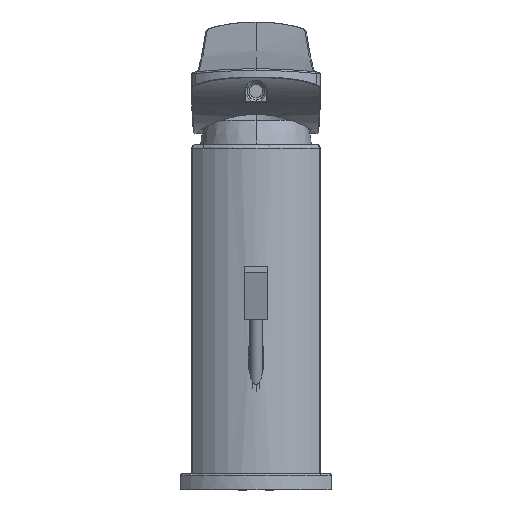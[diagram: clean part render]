
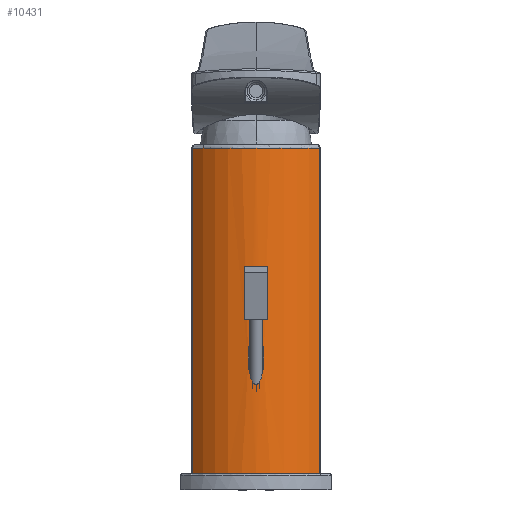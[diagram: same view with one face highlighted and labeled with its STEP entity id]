
A CAD part, front view. The second image highlights one B-rep face of the part: STEP entity #10431.
In plain terms, the highlighted cylindrical face has radius 25.5 mm (diameter 51 mm), a partial arc.
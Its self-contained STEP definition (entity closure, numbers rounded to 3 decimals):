
#1503=CARTESIAN_POINT('Control Point',(0.,-19.5,27.085)) ;
#1504=CARTESIAN_POINT('Control Point',(-0.309,-19.5,27.085)) ;
#1505=CARTESIAN_POINT('Control Point',(-0.614,-19.495,27.261)) ;
#1506=CARTESIAN_POINT('Control Point',(-0.805,-19.488,27.504)) ;
#1507=CARTESIAN_POINT('Control Point',(-0.987,-19.481,27.754)) ;
#1508=CARTESIAN_POINT('Control Point',(-1.139,-19.475,28.023)) ;
#1509=CARTESIAN_POINT('Vertex',(0.,-19.5,27.085)) ;
#1511=CARTESIAN_POINT('Vertex',(-1.139,-19.475,28.023)) ;
#1551=CARTESIAN_POINT('Vertex',(0.,-19.5,43.81)) ;
#1555=CARTESIAN_POINT('Control Point',(0.,-19.5,43.81)) ;
#1556=CARTESIAN_POINT('Control Point',(-0.117,-19.5,43.81)) ;
#1557=CARTESIAN_POINT('Control Point',(-0.235,-19.499,43.782)) ;
#1558=CARTESIAN_POINT('Control Point',(-0.342,-19.498,43.727)) ;
#1559=CARTESIAN_POINT('Control Point',(-0.51,-19.495,43.61)) ;
#1560=CARTESIAN_POINT('Control Point',(-0.653,-19.492,43.463)) ;
#1561=CARTESIAN_POINT('Control Point',(-0.71,-19.49,43.398)) ;
#1562=CARTESIAN_POINT('Control Point',(-0.836,-19.486,43.237)) ;
#1563=CARTESIAN_POINT('Control Point',(-0.946,-19.483,43.065)) ;
#1564=CARTESIAN_POINT('Control Point',(-1.005,-19.48,42.963)) ;
#1565=CARTESIAN_POINT('Control Point',(-1.243,-19.47,42.516)) ;
#1566=CARTESIAN_POINT('Control Point',(-1.424,-19.461,42.04)) ;
#1567=CARTESIAN_POINT('Control Point',(-1.546,-19.453,41.671)) ;
#1568=CARTESIAN_POINT('Control Point',(-1.841,-19.434,40.625)) ;
#1569=CARTESIAN_POINT('Control Point',(-2.04,-19.419,39.555)) ;
#1570=CARTESIAN_POINT('Control Point',(-2.142,-19.41,38.865)) ;
#1571=CARTESIAN_POINT('Control Point',(-2.314,-19.395,37.343)) ;
#1572=CARTESIAN_POINT('Control Point',(-2.383,-19.388,35.813)) ;
#1573=CARTESIAN_POINT('Control Point',(-2.392,-19.388,34.982)) ;
#1574=CARTESIAN_POINT('Control Point',(-2.359,-19.391,33.507)) ;
#1575=CARTESIAN_POINT('Control Point',(-2.221,-19.403,32.038)) ;
#1576=CARTESIAN_POINT('Control Point',(-2.139,-19.41,31.401)) ;
#1577=CARTESIAN_POINT('Control Point',(-1.957,-19.426,30.322)) ;
#1578=CARTESIAN_POINT('Control Point',(-1.67,-19.446,29.267)) ;
#1579=CARTESIAN_POINT('Control Point',(-1.528,-19.455,28.84)) ;
#1580=CARTESIAN_POINT('Control Point',(-1.36,-19.465,28.416)) ;
#1581=CARTESIAN_POINT('Control Point',(-1.139,-19.475,28.023)) ;
#6214=CARTESIAN_POINT('Vertex',(1.139,-19.475,28.023)) ;
#6223=CARTESIAN_POINT('Control Point',(0.,-19.5,27.085)) ;
#6224=CARTESIAN_POINT('Control Point',(0.309,-19.5,27.085)) ;
#6225=CARTESIAN_POINT('Control Point',(0.614,-19.495,27.261)) ;
#6226=CARTESIAN_POINT('Control Point',(0.805,-19.488,27.504)) ;
#6227=CARTESIAN_POINT('Control Point',(0.987,-19.481,27.754)) ;
#6228=CARTESIAN_POINT('Control Point',(1.139,-19.475,28.023)) ;
#6238=CARTESIAN_POINT('Control Point',(0.,-19.5,43.81)) ;
#6239=CARTESIAN_POINT('Control Point',(0.117,-19.5,43.81)) ;
#6240=CARTESIAN_POINT('Control Point',(0.235,-19.499,43.782)) ;
#6241=CARTESIAN_POINT('Control Point',(0.342,-19.498,43.727)) ;
#6242=CARTESIAN_POINT('Control Point',(0.51,-19.495,43.61)) ;
#6243=CARTESIAN_POINT('Control Point',(0.653,-19.492,43.463)) ;
#6244=CARTESIAN_POINT('Control Point',(0.71,-19.49,43.398)) ;
#6245=CARTESIAN_POINT('Control Point',(0.836,-19.486,43.237)) ;
#6246=CARTESIAN_POINT('Control Point',(0.946,-19.483,43.065)) ;
#6247=CARTESIAN_POINT('Control Point',(1.005,-19.48,42.963)) ;
#6248=CARTESIAN_POINT('Control Point',(1.243,-19.47,42.516)) ;
#6249=CARTESIAN_POINT('Control Point',(1.424,-19.461,42.04)) ;
#6250=CARTESIAN_POINT('Control Point',(1.546,-19.453,41.671)) ;
#6251=CARTESIAN_POINT('Control Point',(1.841,-19.434,40.625)) ;
#6252=CARTESIAN_POINT('Control Point',(2.04,-19.419,39.555)) ;
#6253=CARTESIAN_POINT('Control Point',(2.142,-19.41,38.865)) ;
#6254=CARTESIAN_POINT('Control Point',(2.314,-19.395,37.343)) ;
#6255=CARTESIAN_POINT('Control Point',(2.383,-19.388,35.813)) ;
#6256=CARTESIAN_POINT('Control Point',(2.392,-19.388,34.982)) ;
#6257=CARTESIAN_POINT('Control Point',(2.359,-19.391,33.507)) ;
#6258=CARTESIAN_POINT('Control Point',(2.221,-19.403,32.038)) ;
#6259=CARTESIAN_POINT('Control Point',(2.139,-19.41,31.401)) ;
#6260=CARTESIAN_POINT('Control Point',(1.957,-19.426,30.322)) ;
#6261=CARTESIAN_POINT('Control Point',(1.67,-19.446,29.267)) ;
#6262=CARTESIAN_POINT('Control Point',(1.528,-19.455,28.84)) ;
#6263=CARTESIAN_POINT('Control Point',(1.36,-19.465,28.416)) ;
#6264=CARTESIAN_POINT('Control Point',(1.139,-19.475,28.023)) ;
#8486=CARTESIAN_POINT('Vertex',(19.255,-10.718,0.)) ;
#8493=CARTESIAN_POINT('Vertex',(19.255,-10.718,99.)) ;
#8496=CARTESIAN_POINT('Line Origine',(19.255,-10.718,48.75)) ;
#10161=CARTESIAN_POINT('Axis2P3D Location',(0.,6.,99.)) ;
#10165=CARTESIAN_POINT('Vertex',(-19.255,-10.718,99.)) ;
#10394=CARTESIAN_POINT('Axis2P3D Location',(0.,6.,49.34)) ;
#10399=CARTESIAN_POINT('Line Origine',(-19.255,-10.718,48.75)) ;
#10403=CARTESIAN_POINT('Vertex',(-19.255,-10.718,0.)) ;
#10406=CARTESIAN_POINT('Axis2P3D Location',(0.,6.,0.)) ;
#10410=CARTESIAN_POINT('Vertex',(0.,-19.5,0.)) ;
#10413=CARTESIAN_POINT('Axis2P3D Location',(0.,6.,0.)) ;
#8497=DIRECTION('Vector Direction',(0.,0.,1.)) ;
#10162=DIRECTION('Axis2P3D Direction',(0.,0.,-1.)) ;
#10395=DIRECTION('Axis2P3D Direction',(0.,0.,1.)) ;
#10396=DIRECTION('Axis2P3D XDirection',(0.422,0.907,0.)) ;
#10400=DIRECTION('Vector Direction',(0.,0.,1.)) ;
#10407=DIRECTION('Axis2P3D Direction',(0.,0.,1.)) ;
#10414=DIRECTION('Axis2P3D Direction',(0.,0.,1.)) ;
#10163=AXIS2_PLACEMENT_3D('Circle Axis2P3D',#10161,#10162,$) ;
#10397=AXIS2_PLACEMENT_3D('Cylinder Axis2P3D',#10394,#10395,#10396) ;
#10408=AXIS2_PLACEMENT_3D('Circle Axis2P3D',#10406,#10407,$) ;
#10415=AXIS2_PLACEMENT_3D('Circle Axis2P3D',#10413,#10414,$) ;
#10419=ORIENTED_EDGE('',*,*,#10167,.T.) ;
#10420=ORIENTED_EDGE('',*,*,#10405,.T.) ;
#10421=ORIENTED_EDGE('',*,*,#10412,.T.) ;
#10422=ORIENTED_EDGE('',*,*,#10417,.F.) ;
#10423=ORIENTED_EDGE('',*,*,#8500,.F.) ;
#10426=ORIENTED_EDGE('',*,*,#1582,.F.) ;
#10427=ORIENTED_EDGE('',*,*,#6265,.T.) ;
#10428=ORIENTED_EDGE('',*,*,#6229,.F.) ;
#10429=ORIENTED_EDGE('',*,*,#1513,.T.) ;
#10430=FACE_BOUND('',#10425,.T.) ;
#8498=VECTOR('Line Direction',#8497,1.) ;
#10401=VECTOR('Line Direction',#10400,1.) ;
#10431=ADVANCED_FACE('P30962.1\\PartBody',(#10424,#10430),#10398,.T.) ;
#1502=B_SPLINE_CURVE_WITH_KNOTS('',5,(#1503,#1504,#1505,#1506,#1507,#1508),.UNSPECIFIED.,.F.,.U.,(6,6),(0.,2.182),.UNSPECIFIED.) ;
#1554=B_SPLINE_CURVE_WITH_KNOTS('',5,(#1555,#1556,#1557,#1558,#1559,#1560,#1561,#1562,#1563,#1564,#1565,#1566,#1567,#1568,#1569,#1570,#1571,#1572,#1573,#1574,#1575,#1576,#1577,#1578,#1579,#1580,#1581),.UNSPECIFIED.,.F.,.U.,(6,3,3,3,3,3,3,3,6),(0.,0.83,1.442,2.273,5.024,9.958,15.847,20.384,23.576),.UNSPECIFIED.) ;
#6222=B_SPLINE_CURVE_WITH_KNOTS('',5,(#6223,#6224,#6225,#6226,#6227,#6228),.UNSPECIFIED.,.F.,.U.,(6,6),(0.,2.182),.UNSPECIFIED.) ;
#6237=B_SPLINE_CURVE_WITH_KNOTS('',5,(#6238,#6239,#6240,#6241,#6242,#6243,#6244,#6245,#6246,#6247,#6248,#6249,#6250,#6251,#6252,#6253,#6254,#6255,#6256,#6257,#6258,#6259,#6260,#6261,#6262,#6263,#6264),.UNSPECIFIED.,.F.,.U.,(6,3,3,3,3,3,3,3,6),(0.,0.83,1.442,2.273,5.024,9.958,15.847,20.384,23.576),.UNSPECIFIED.) ;
#10164=CIRCLE('generated circle',#10163,25.5) ;
#10409=CIRCLE('generated circle',#10408,25.5) ;
#10416=CIRCLE('generated circle',#10415,25.5) ;
#10398=CYLINDRICAL_SURFACE('generated cylinder',#10397,25.5) ;
#1513=EDGE_CURVE('',#1510,#1512,#1502,.T.) ;
#1582=EDGE_CURVE('',#1552,#1512,#1554,.T.) ;
#6229=EDGE_CURVE('',#1510,#6215,#6222,.T.) ;
#6265=EDGE_CURVE('',#1552,#6215,#6237,.T.) ;
#8500=EDGE_CURVE('',#8494,#8487,#8499,.F.) ;
#10167=EDGE_CURVE('',#8494,#10166,#10164,.T.) ;
#10405=EDGE_CURVE('',#10166,#10404,#10402,.F.) ;
#10412=EDGE_CURVE('',#10404,#10411,#10409,.T.) ;
#10417=EDGE_CURVE('',#8487,#10411,#10416,.F.) ;
#10418=EDGE_LOOP('',(#10419,#10420,#10421,#10422,#10423)) ;
#10425=EDGE_LOOP('',(#10426,#10427,#10428,#10429)) ;
#10424=FACE_OUTER_BOUND('',#10418,.T.) ;
#8499=LINE('Line',#8496,#8498) ;
#10402=LINE('Line',#10399,#10401) ;
#1510=VERTEX_POINT('',#1509) ;
#1512=VERTEX_POINT('',#1511) ;
#1552=VERTEX_POINT('',#1551) ;
#6215=VERTEX_POINT('',#6214) ;
#8487=VERTEX_POINT('',#8486) ;
#8494=VERTEX_POINT('',#8493) ;
#10166=VERTEX_POINT('',#10165) ;
#10404=VERTEX_POINT('',#10403) ;
#10411=VERTEX_POINT('',#10410) ;
